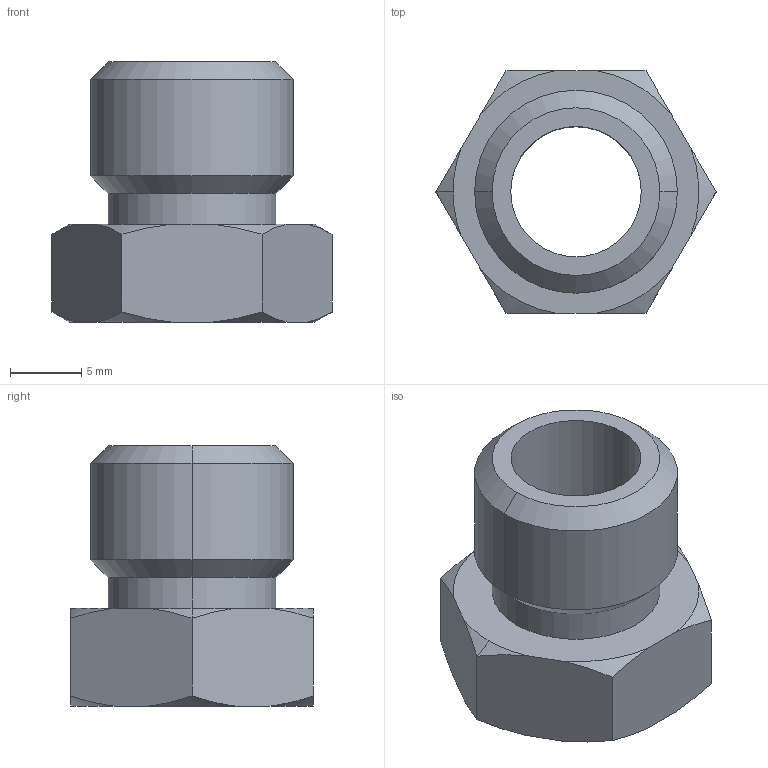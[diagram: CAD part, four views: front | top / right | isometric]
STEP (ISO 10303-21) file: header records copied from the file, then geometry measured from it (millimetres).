
FILE_DESCRIPTION (( 'STEP AP214' ), '1' );
FILE_NAME ('100001020423.STEP', '2025-11-04T06:33:12', ( 'Microsoft' ), ( 'Microsoft' ), 'SwSTEP 2.0', 'SolidWorks 2025', '' );
FILE_SCHEMA (( 'AUTOMOTIVE_DESIGN' ));
Length unit declared in the file: millimetre
Products named in the file (1): 100001020423
Bounding box: 19.63 x 17 x 18.24 mm (x, y, z)
Volume: 2147.4 mm3; surface area: 1802 mm2
Topology: 1 solids, 1 shells, 33 faces, 82 edges, 52 vertices
Faces by surface type: cone 18, plane 9, cylinder 6
Entity records: 1079 total; most frequent: CARTESIAN_POINT 288, ORIENTED_EDGE 164, DIRECTION 154, EDGE_CURVE 82, AXIS2_PLACEMENT_3D 62, VERTEX_POINT 52, EDGE_LOOP 36, FACE_OUTER_BOUND 33
